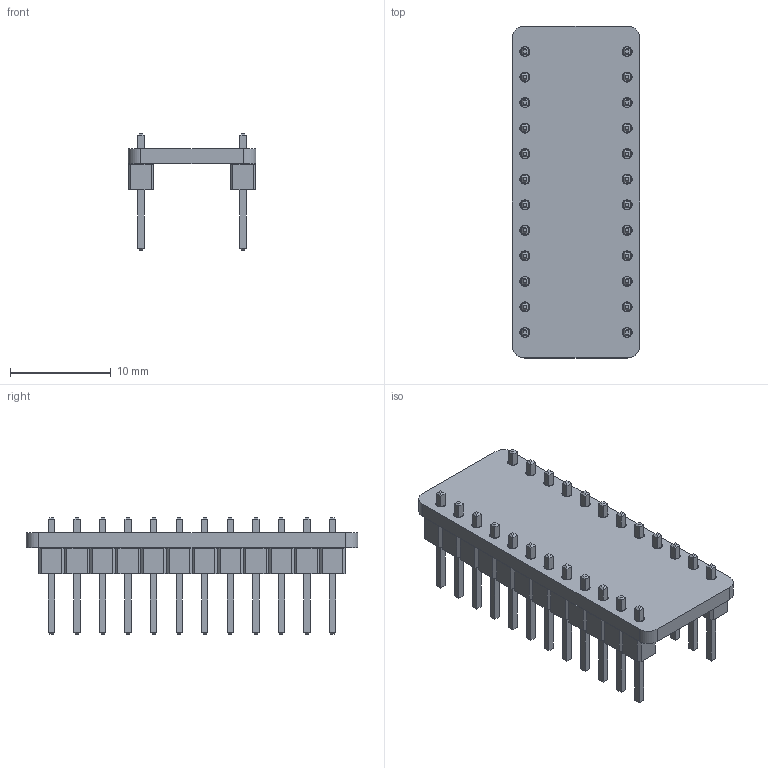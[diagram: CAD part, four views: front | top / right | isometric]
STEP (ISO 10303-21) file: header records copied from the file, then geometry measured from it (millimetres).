
FILE_DESCRIPTION(/* description */ (''),/* implementation_level */ '2;1');
FILE_NAME(/* name */ 'SAMD09.step',/* time_stamp */ '2024-07-17T07:26:43+05:30',/* author */ (''),/* organization */ (''),/* preprocessor_version */ 'ST-DEVELOPER v20',/* originating_system */ 'Autodesk Translation Framework v13.14.0.145',/* authorisation */ '');
FILE_SCHEMA (('AUTOMOTIVE_DESIGN { 1 0 10303 214 3 1 1 }'));
Length unit declared in the file: millimetre
Products named in the file (4): SAMD09; SAMD09.step; Board.step; PinHeader_1x12_P2.54mm_Vertical.step
Assembly tree (4 placements, depth 3):
  SAMD09
    SAMD09.step
      Board.step
    PinHeader_1x12_P2.54mm_Vertical.step  x2
Bounding box: 12.7 x 33.02 x 11.54 mm (x, y, z)
Volume: 1075.1 mm3; surface area: 2467.5 mm2
Topology: 27 solids, 27 shells, 714 faces, 1644 edges, 1032 vertices
Faces by surface type: plane 638, cylinder 76
Full cylindrical faces by diameter (mm): 0.93 x24, 1 x48
Entity records: 11848 total; most frequent: CARTESIAN_POINT 1968, DIRECTION 1954, ORIENTED_EDGE 1884, EDGE_CURVE 942, LINE 790, VECTOR 790, VERTEX_POINT 596, AXIS2_PLACEMENT_3D 582
